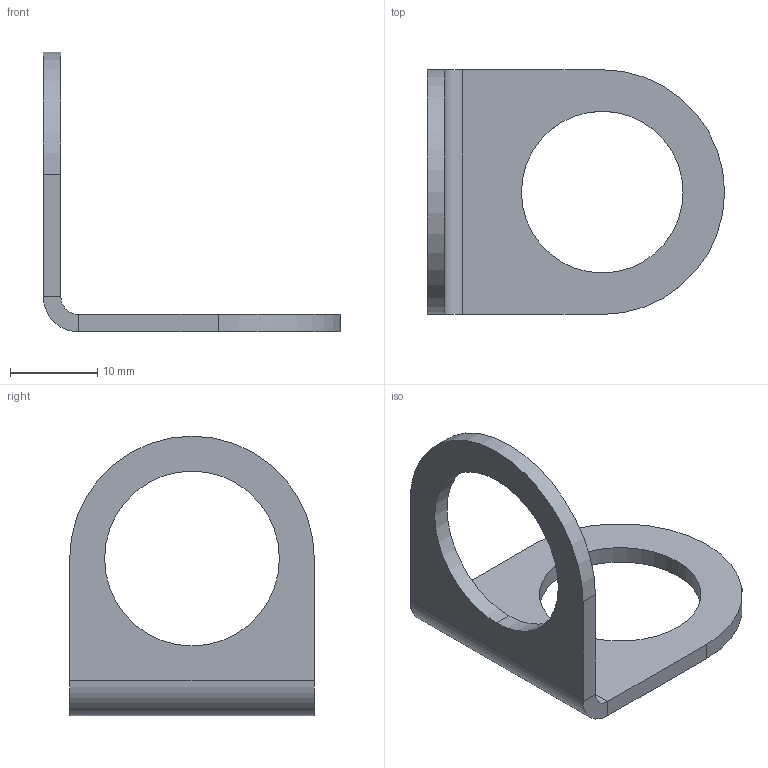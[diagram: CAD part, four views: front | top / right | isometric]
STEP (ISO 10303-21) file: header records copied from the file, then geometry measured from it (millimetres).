
FILE_DESCRIPTION(/* description */ ('SolidWorks IGES file using analytic representation for surfaces ','CAx-IF Rec.Pracs.---Representation and Presentation of Product Manufacturing Information (PMI)---4.0---2014-10-13'),/* implementation_level */ '2;1');
FILE_NAME(/* name */ 'HS-BW-18.stp',/* time_stamp */ '2021-02-08T07:30:07+01:00',/* author */ ('ck'),/* organization */ (''),/* preprocessor_version */ 'ST-DEVELOPER v18.1',/* originating_system */ 'Autodesk Inventor 2021',/* authorisation */ '');
FILE_SCHEMA (('AP242_MANAGED_MODEL_BASED_3D_ENGINEERING_MIM_LF { 1 0 10303 442 1 1 4 }'));
Length unit declared in the file: millimetre
Products named in the file (1): HS-BW-18
Bounding box: 34 x 28 x 32 mm (x, y, z)
Surface area: 2566.3 mm2 (no closed solid volume)
Topology: 0 solids, 19 shells, 19 faces, 80 edges, 80 vertices
Faces by surface type: plane 10, cylinder 9
Entity records: 942 total; most frequent: CARTESIAN_POINT 180, DIRECTION 150, VERTEX_POINT 80, EDGE_CURVE 80, ORIENTED_EDGE 80, LINE 50, VECTOR 50, AXIS2_PLACEMENT_3D 50
